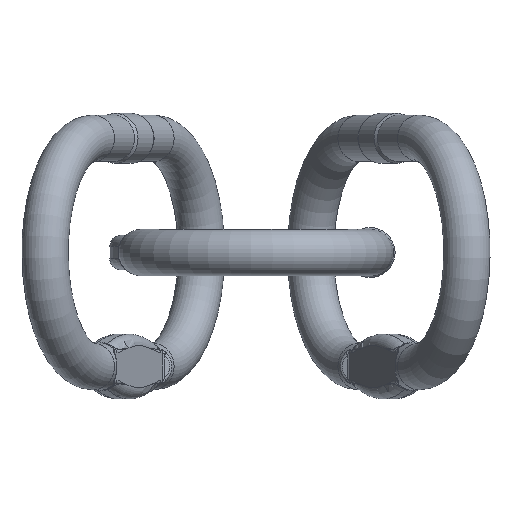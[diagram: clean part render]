
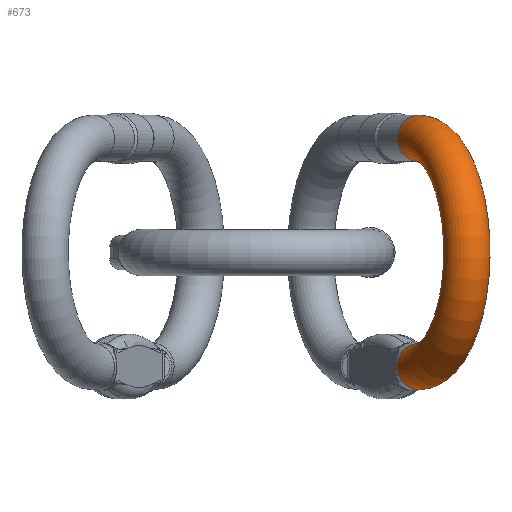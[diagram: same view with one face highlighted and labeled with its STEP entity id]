
A CAD part, front view. The second image highlights one B-rep face of the part: STEP entity #673.
In plain terms, the highlighted toroidal (fillet/blend) face has major radius 56.5 mm and minor radius 11.5 mm.
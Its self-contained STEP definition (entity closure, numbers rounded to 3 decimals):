
#570=TOROIDAL_SURFACE('',#6316,56.5,11.5);
#673=ADVANCED_FACE('',(#1808,#1809),#570,.T.);
#1202=CIRCLE('',#6306,11.5);
#1206=CIRCLE('',#6315,11.5);
#1808=FACE_BOUND('',#1898,.T.);
#1809=FACE_BOUND('',#1899,.T.);
#1898=EDGE_LOOP('',(#2418));
#1899=EDGE_LOOP('',(#2419));
#2418=ORIENTED_EDGE('',*,*,#4770,.T.);
#2419=ORIENTED_EDGE('',*,*,#4750,.F.);
#4186=VERTEX_POINT('',#8300);
#4206=VERTEX_POINT('',#8433);
#4750=EDGE_CURVE('',#4186,#4186,#1202,.T.);
#4770=EDGE_CURVE('',#4206,#4206,#1206,.T.);
#6306=AXIS2_PLACEMENT_3D('',#8299,#6751,#6752);
#6315=AXIS2_PLACEMENT_3D('',#8432,#6773,#6774);
#6316=AXIS2_PLACEMENT_3D('',#8434,#6775,#6776);
#6751=DIRECTION('',(-0.423,0.906,0.));
#6752=DIRECTION('',(0.,0.,1.));
#6773=DIRECTION('',(0.423,-0.906,0.));
#6774=DIRECTION('',(0.,0.,-1.));
#6775=DIRECTION('',(0.906,0.423,0.));
#6776=DIRECTION('',(0.,0.,1.));
#8299=CARTESIAN_POINT('',(80.529,-169.298,-56.416));
#8300=CARTESIAN_POINT('',(80.529,-169.298,-44.916));
#8432=CARTESIAN_POINT('',(80.529,-169.298,56.584));
#8433=CARTESIAN_POINT('',(80.529,-169.298,45.084));
#8434=CARTESIAN_POINT('',(80.529,-169.298,0.084));
